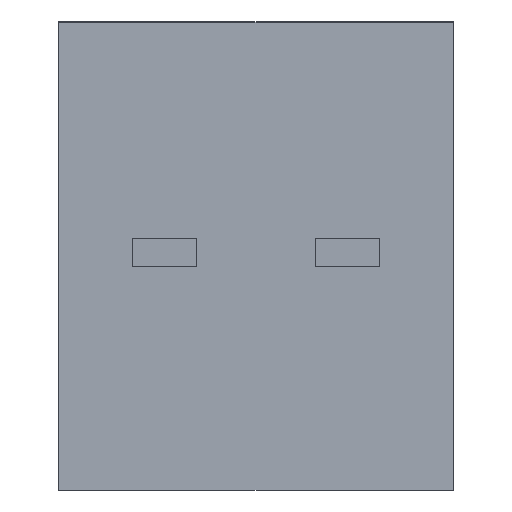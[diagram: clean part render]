
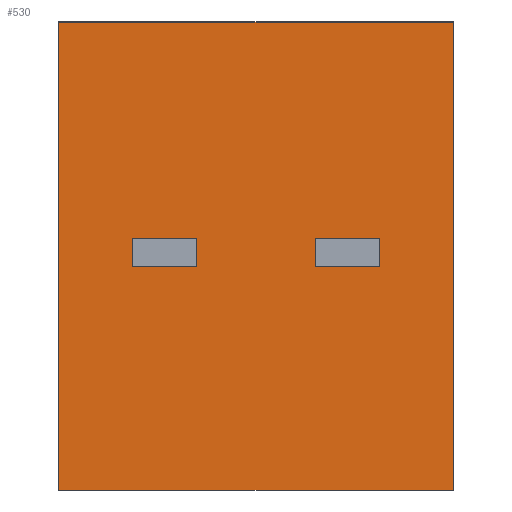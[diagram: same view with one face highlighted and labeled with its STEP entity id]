
A CAD part, front view. The second image highlights one B-rep face of the part: STEP entity #530.
In plain terms, the highlighted planar face has unit normal (0, -1, 0).
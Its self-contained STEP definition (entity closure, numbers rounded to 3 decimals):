
#14 = DIRECTION ( 'NONE',  ( -1., 0., 0. ) ) ;
#31 = LINE ( 'NONE', #993, #950 ) ;
#170 = DIRECTION ( 'NONE',  ( 0., 0., 1. ) ) ;
#180 = ORIENTED_EDGE ( 'NONE', *, *, #190, .F. ) ;
#190 = EDGE_CURVE ( 'NONE', #779, #548, #1206, .T. ) ;
#195 = EDGE_LOOP ( 'NONE', ( #483, #986, #180, #488 ) ) ;
#199 = DIRECTION ( 'NONE',  ( 0., 0., -1. ) ) ;
#232 = VERTEX_POINT ( 'NONE', #1098 ) ;
#243 = AXIS2_PLACEMENT_3D ( 'NONE', #848, #278, #170 ) ;
#245 = EDGE_CURVE ( 'NONE', #548, #232, #31, .T. ) ;
#266 = VECTOR ( 'NONE', #1004, 1000. ) ;
#274 = CARTESIAN_POINT ( 'NONE',  ( 5.48, 0., 0. ) ) ;
#278 = DIRECTION ( 'NONE',  ( 0., 1., 0. ) ) ;
#302 = EDGE_CURVE ( 'NONE', #312, #232, #698, .T. ) ;
#304 = CARTESIAN_POINT ( 'NONE',  ( 5.48, 0., 0. ) ) ;
#312 = VERTEX_POINT ( 'NONE', #1139 ) ;
#468 = FACE_OUTER_BOUND ( 'NONE', #195, .T. ) ;
#483 = ORIENTED_EDGE ( 'NONE', *, *, #302, .T. ) ;
#488 = ORIENTED_EDGE ( 'NONE', *, *, #1104, .T. ) ;
#497 = CARTESIAN_POINT ( 'NONE',  ( 5.48, 0., 6.5 ) ) ;
#530 = ADVANCED_FACE ( 'NONE', ( #468 ), #965, .F. ) ;
#548 = VERTEX_POINT ( 'NONE', #274 ) ;
#679 = LINE ( 'NONE', #497, #1252 ) ;
#698 = LINE ( 'NONE', #1103, #266 ) ;
#779 = VERTEX_POINT ( 'NONE', #955 ) ;
#848 = CARTESIAN_POINT ( 'NONE',  ( 5.48, 0., 0. ) ) ;
#889 = DIRECTION ( 'NONE',  ( -1., 0., 0. ) ) ;
#950 = VECTOR ( 'NONE', #14, 1000. ) ;
#955 = CARTESIAN_POINT ( 'NONE',  ( 5.48, 0., 6.5 ) ) ;
#965 = PLANE ( 'NONE',  #243 ) ;
#986 = ORIENTED_EDGE ( 'NONE', *, *, #245, .F. ) ;
#993 = CARTESIAN_POINT ( 'NONE',  ( 5.48, 0., 0. ) ) ;
#1004 = DIRECTION ( 'NONE',  ( 0., 0., -1. ) ) ;
#1098 = CARTESIAN_POINT ( 'NONE',  ( 0., 0., 0. ) ) ;
#1103 = CARTESIAN_POINT ( 'NONE',  ( 0., 0., 0. ) ) ;
#1104 = EDGE_CURVE ( 'NONE', #779, #312, #679, .T. ) ;
#1139 = CARTESIAN_POINT ( 'NONE',  ( 0., 0., 6.5 ) ) ;
#1206 = LINE ( 'NONE', #304, #1270 ) ;
#1252 = VECTOR ( 'NONE', #889, 1000. ) ;
#1270 = VECTOR ( 'NONE', #199, 1000. ) ;
